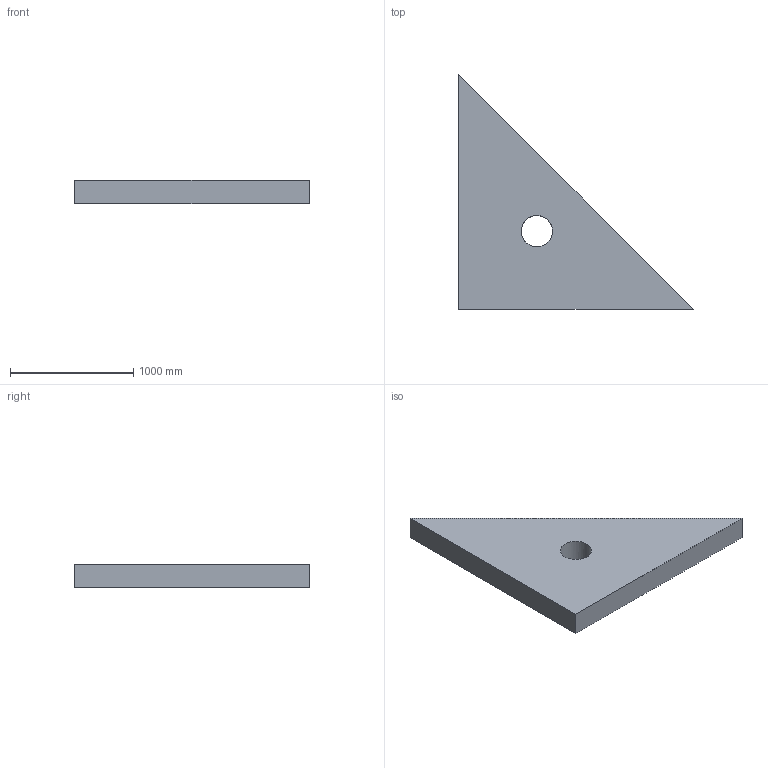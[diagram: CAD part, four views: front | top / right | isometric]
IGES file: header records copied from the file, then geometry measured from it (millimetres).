
Global section: file name: FS D3; native system: AutoCAD 2019 - Français (French),; preprocessor: Autodesk Translation Framework DWG producer (atf_dwg_producer); organization: unknown; date: 20210522.125546; units: inch
Bounding box: 1905 x 1905 x 190.5 mm (x, y, z)
Volume: 335998566.5 mm3; surface area: 4918966.3 mm2
Topology: 1 solids, 1 shells, 6 faces, 12 edges, 8 vertices
Faces by surface type: bspline 6
